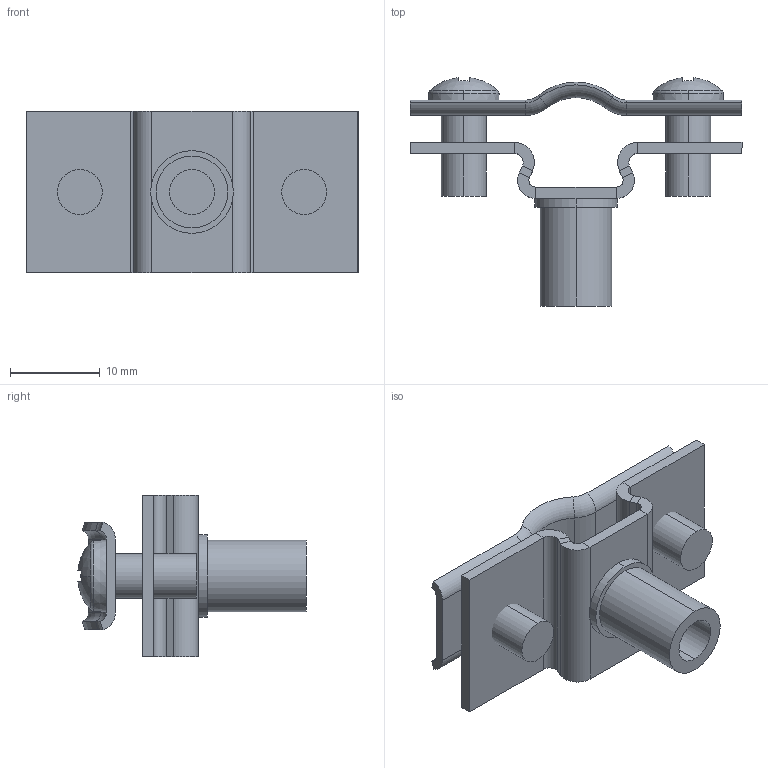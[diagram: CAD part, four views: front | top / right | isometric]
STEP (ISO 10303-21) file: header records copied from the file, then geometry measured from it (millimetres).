
FILE_DESCRIPTION (( 'STEP AP214' ), '1' );
FILE_NAME ('1362460_KSTP1.stp', '2018-06-01T10:46:14', ( '' ), ( '' ), 'SwSTEP 2.0', 'SolidWorks 2016', '' );
FILE_SCHEMA (( 'AUTOMOTIVE_DESIGN' ));
Length unit declared in the file: millimetre
Products named in the file (6): BW001_M5 x 10; 100061_Standard; 100344_Standard; 100323_Standard; 100343_Standard; 1362460_KSTP1
Assembly tree (6 placements, depth 3):
  1362460_KSTP1
    100344_Standard
      100343_Standard
      100323_Standard
    100061_Standard
    BW001_M5 x 10  x2
Bounding box: 37 x 25.44 x 18 mm (x, y, z)
Volume: 2496.1 mm3; surface area: 4084.1 mm2
Topology: 5 solids, 5 shells, 136 faces, 298 edges, 176 vertices
Faces by surface type: plane 74, cylinder 32, torus 16, cone 10, sphere 4
Entity records: 3268 total; most frequent: DIRECTION 592, CARTESIAN_POINT 501, ORIENTED_EDGE 480, EDGE_CURVE 240, AXIS2_PLACEMENT_3D 229, VERTEX_POINT 138, VECTOR 134, LINE 134
